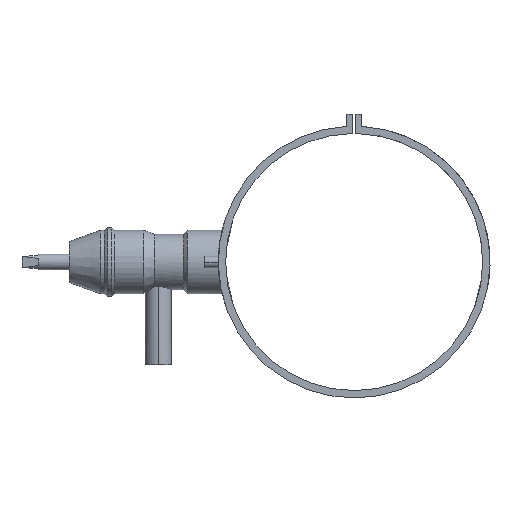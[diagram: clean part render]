
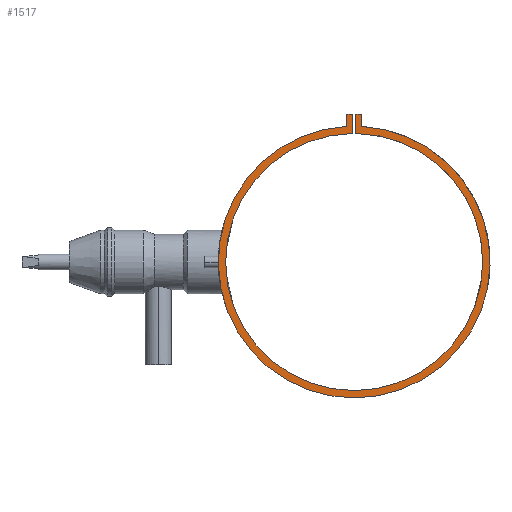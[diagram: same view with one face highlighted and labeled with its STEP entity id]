
A CAD part, left-side view. The second image highlights one B-rep face of the part: STEP entity #1517.
In plain terms, the highlighted planar face has unit normal (-1, 0, 0).
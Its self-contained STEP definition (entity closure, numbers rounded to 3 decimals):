
#14 = LINE ( 'NONE', #1056, #2491 ) ;
#77 = AXIS2_PLACEMENT_3D ( 'NONE', #1006, #1937, #2835 ) ;
#79 = CIRCLE ( 'NONE', #77, 166.5 ) ;
#146 = VERTEX_POINT ( 'NONE', #1785 ) ;
#151 = FACE_OUTER_BOUND ( 'NONE', #361, .T. ) ;
#181 = DIRECTION ( 'NONE',  ( 0., 0., 1. ) ) ;
#203 = CARTESIAN_POINT ( 'NONE',  ( -80., -2., 181.257 ) ) ;
#222 = CARTESIAN_POINT ( 'NONE',  ( -80., 9., 181.257 ) ) ;
#239 = VECTOR ( 'NONE', #417, 1000. ) ;
#361 = EDGE_LOOP ( 'NONE', ( #1160, #1140, #1133, #1122, #1115, #1100, #1093, #1084 ) ) ;
#393 = CARTESIAN_POINT ( 'NONE',  ( -80., -9., 181.257 ) ) ;
#417 = DIRECTION ( 'NONE',  ( 0., -1., 0. ) ) ;
#481 = EDGE_CURVE ( 'NONE', #2222, #146, #1047, .T. ) ;
#482 = VERTEX_POINT ( 'NONE', #795 ) ;
#619 = AXIS2_PLACEMENT_3D ( 'NONE', #797, #1755, #2655 ) ;
#624 = CIRCLE ( 'NONE', #619, 157.5 ) ;
#700 = VERTEX_POINT ( 'NONE', #988 ) ;
#795 = CARTESIAN_POINT ( 'NONE',  ( -80., -2., 157.487 ) ) ;
#797 = CARTESIAN_POINT ( 'NONE',  ( -80., 0., 0. ) ) ;
#826 = LINE ( 'NONE', #1778, #1316 ) ;
#930 = DIRECTION ( 'NONE',  ( 0., 0., -1. ) ) ;
#988 = CARTESIAN_POINT ( 'NONE',  ( -80., 2., 181.257 ) ) ;
#1006 = CARTESIAN_POINT ( 'NONE',  ( -80., 0., 0. ) ) ;
#1047 = LINE ( 'NONE', #1972, #2488 ) ;
#1056 = CARTESIAN_POINT ( 'NONE',  ( -80., 9., 181.257 ) ) ;
#1084 = ORIENTED_EDGE ( 'NONE', *, *, #2841, .F. ) ;
#1093 = ORIENTED_EDGE ( 'NONE', *, *, #2593, .F. ) ;
#1100 = ORIENTED_EDGE ( 'NONE', *, *, #1726, .F. ) ;
#1115 = ORIENTED_EDGE ( 'NONE', *, *, #2304, .F. ) ;
#1122 = ORIENTED_EDGE ( 'NONE', *, *, #1579, .F. ) ;
#1126 = CARTESIAN_POINT ( 'NONE',  ( -80., 2., 157.487 ) ) ;
#1133 = ORIENTED_EDGE ( 'NONE', *, *, #481, .F. ) ;
#1140 = ORIENTED_EDGE ( 'NONE', *, *, #3016, .F. ) ;
#1160 = ORIENTED_EDGE ( 'NONE', *, *, #2722, .F. ) ;
#1184 = PLANE ( 'NONE',  #1604 ) ;
#1208 = VERTEX_POINT ( 'NONE', #1301 ) ;
#1301 = CARTESIAN_POINT ( 'NONE',  ( -80., -9., 166.257 ) ) ;
#1316 = VECTOR ( 'NONE', #2680, 1000. ) ;
#1410 = DIRECTION ( 'NONE',  ( 0., 0., -1. ) ) ;
#1447 = LINE ( 'NONE', #2333, #1510 ) ;
#1510 = VECTOR ( 'NONE', #181, 1000. ) ;
#1517 = ADVANCED_FACE ( 'NONE', ( #151 ), #1184, .F. ) ;
#1579 = EDGE_CURVE ( 'NONE', #482, #2222, #1447, .T. ) ;
#1604 = AXIS2_PLACEMENT_3D ( 'NONE', #2084, #2981, #930 ) ;
#1648 = LINE ( 'NONE', #2547, #239 ) ;
#1726 = EDGE_CURVE ( 'NONE', #700, #2069, #826, .T. ) ;
#1755 = DIRECTION ( 'NONE',  ( -1., 0., 0. ) ) ;
#1778 = CARTESIAN_POINT ( 'NONE',  ( -80., 2., 181.257 ) ) ;
#1785 = CARTESIAN_POINT ( 'NONE',  ( -80., -9., 181.257 ) ) ;
#1865 = VERTEX_POINT ( 'NONE', #2752 ) ;
#1937 = DIRECTION ( 'NONE',  ( 1., 0., 0. ) ) ;
#1972 = CARTESIAN_POINT ( 'NONE',  ( -80., -2., 181.257 ) ) ;
#1977 = DIRECTION ( 'NONE',  ( 0., 0., 1. ) ) ;
#2069 = VERTEX_POINT ( 'NONE', #1126 ) ;
#2084 = CARTESIAN_POINT ( 'NONE',  ( -80., 0., 0. ) ) ;
#2222 = VERTEX_POINT ( 'NONE', #203 ) ;
#2304 = EDGE_CURVE ( 'NONE', #2069, #482, #624, .T. ) ;
#2333 = CARTESIAN_POINT ( 'NONE',  ( -80., -2., 181.257 ) ) ;
#2488 = VECTOR ( 'NONE', #2871, 1000. ) ;
#2491 = VECTOR ( 'NONE', #1977, 1000. ) ;
#2524 = LINE ( 'NONE', #393, #3043 ) ;
#2547 = CARTESIAN_POINT ( 'NONE',  ( -80., 9., 181.257 ) ) ;
#2593 = EDGE_CURVE ( 'NONE', #2707, #700, #1648, .T. ) ;
#2655 = DIRECTION ( 'NONE',  ( 0., 0., -1. ) ) ;
#2680 = DIRECTION ( 'NONE',  ( 0., 0., -1. ) ) ;
#2707 = VERTEX_POINT ( 'NONE', #222 ) ;
#2722 = EDGE_CURVE ( 'NONE', #1208, #1865, #79, .T. ) ;
#2752 = CARTESIAN_POINT ( 'NONE',  ( -80., 9., 166.257 ) ) ;
#2835 = DIRECTION ( 'NONE',  ( 0., 0., -1. ) ) ;
#2841 = EDGE_CURVE ( 'NONE', #1865, #2707, #14, .T. ) ;
#2871 = DIRECTION ( 'NONE',  ( 0., -1., 0. ) ) ;
#2981 = DIRECTION ( 'NONE',  ( 1., 0., 0. ) ) ;
#3016 = EDGE_CURVE ( 'NONE', #146, #1208, #2524, .T. ) ;
#3043 = VECTOR ( 'NONE', #1410, 1000. ) ;
